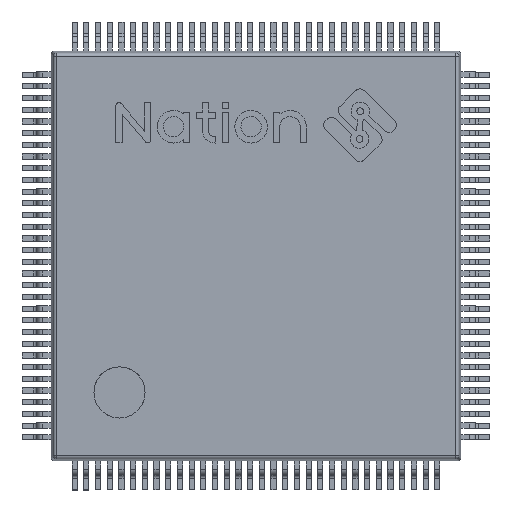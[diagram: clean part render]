
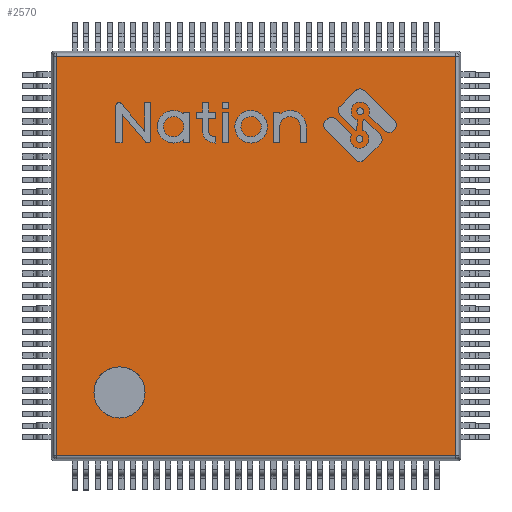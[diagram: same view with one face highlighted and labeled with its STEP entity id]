
A CAD part, top view. The second image highlights one B-rep face of the part: STEP entity #2570.
In plain terms, the highlighted planar face has unit normal (0, 0, 1).
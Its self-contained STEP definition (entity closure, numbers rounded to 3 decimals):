
#459 = CARTESIAN_POINT ( 'NONE',  ( 1.458, 11.667, 1.6 ) ) ;
#634 = ORIENTED_EDGE ( 'NONE', *, *, #4887, .T. ) ;
#806 = EDGE_LOOP ( 'NONE', ( #3745, #634 ) ) ;
#834 = CARTESIAN_POINT ( 'NONE',  ( 0., 0., 1.6 ) ) ;
#886 = EDGE_LOOP ( 'NONE', ( #10871, #6614, #4027, #8436 ) ) ;
#999 = CIRCLE ( 'NONE', #11785, 0.875 ) ;
#1150 = LINE ( 'NONE', #12383, #3952 ) ;
#1255 = VERTEX_POINT ( 'NONE', #11159 ) ;
#1557 = EDGE_CURVE ( 'NONE', #2435, #4294, #12279, .T. ) ;
#1632 = DIRECTION ( 'NONE',  ( 0., 0., -1. ) ) ;
#1674 = DIRECTION ( 'NONE',  ( 0., 0., -1. ) ) ;
#1715 = VERTEX_POINT ( 'NONE', #459 ) ;
#1716 = CARTESIAN_POINT ( 'NONE',  ( 2.333, 11.667, 1.6 ) ) ;
#2000 = VERTEX_POINT ( 'NONE', #2137 ) ;
#2137 = CARTESIAN_POINT ( 'NONE',  ( 13.834, 13.834, 1.6 ) ) ;
#2235 = CARTESIAN_POINT ( 'NONE',  ( 0.166, 0.076, 1.6 ) ) ;
#2371 = AXIS2_PLACEMENT_3D ( 'NONE', #1716, #1632, #8681 ) ;
#2435 = VERTEX_POINT ( 'NONE', #12126 ) ;
#2460 = PLANE ( 'NONE',  #6611 ) ;
#2548 = DIRECTION ( 'NONE',  ( 1., 0., 0. ) ) ;
#2570 = ADVANCED_FACE ( 'NONE', ( #3228, #6770 ), #2460, .T. ) ;
#2748 = CARTESIAN_POINT ( 'NONE',  ( 2.333, 11.667, 1.6 ) ) ;
#3228 = FACE_BOUND ( 'NONE', #806, .T. ) ;
#3652 = VERTEX_POINT ( 'NONE', #10419 ) ;
#3659 = DIRECTION ( 'NONE',  ( 1., 0., 0. ) ) ;
#3745 = ORIENTED_EDGE ( 'NONE', *, *, #4828, .T. ) ;
#3952 = VECTOR ( 'NONE', #2548, 1000. ) ;
#4027 = ORIENTED_EDGE ( 'NONE', *, *, #1557, .F. ) ;
#4183 = CARTESIAN_POINT ( 'NONE',  ( 0.076, 0.166, 1.6 ) ) ;
#4287 = CARTESIAN_POINT ( 'NONE',  ( 0.166, 13.834, 1.6 ) ) ;
#4294 = VERTEX_POINT ( 'NONE', #4287 ) ;
#4397 = VECTOR ( 'NONE', #7758, 1000. ) ;
#4828 = EDGE_CURVE ( 'NONE', #1255, #1715, #999, .T. ) ;
#4887 = EDGE_CURVE ( 'NONE', #1715, #1255, #7834, .T. ) ;
#5180 = DIRECTION ( 'NONE',  ( -1., 0., 0. ) ) ;
#6441 = LINE ( 'NONE', #4183, #12356 ) ;
#6611 = AXIS2_PLACEMENT_3D ( 'NONE', #834, #11690, #3659 ) ;
#6614 = ORIENTED_EDGE ( 'NONE', *, *, #10928, .F. ) ;
#6770 = FACE_OUTER_BOUND ( 'NONE', #886, .T. ) ;
#7758 = DIRECTION ( 'NONE',  ( 0., -1., 0. ) ) ;
#7834 = CIRCLE ( 'NONE', #2371, 0.875 ) ;
#8240 = EDGE_CURVE ( 'NONE', #3652, #2435, #6441, .T. ) ;
#8298 = LINE ( 'NONE', #10734, #4397 ) ;
#8436 = ORIENTED_EDGE ( 'NONE', *, *, #8240, .F. ) ;
#8681 = DIRECTION ( 'NONE',  ( 1., 0., 0. ) ) ;
#9029 = EDGE_CURVE ( 'NONE', #2000, #3652, #8298, .T. ) ;
#10156 = DIRECTION ( 'NONE',  ( 0., 1., 0. ) ) ;
#10419 = CARTESIAN_POINT ( 'NONE',  ( 13.834, 0.166, 1.6 ) ) ;
#10734 = CARTESIAN_POINT ( 'NONE',  ( 13.834, 0.076, 1.6 ) ) ;
#10871 = ORIENTED_EDGE ( 'NONE', *, *, #9029, .F. ) ;
#10893 = VECTOR ( 'NONE', #10156, 1000. ) ;
#10928 = EDGE_CURVE ( 'NONE', #4294, #2000, #1150, .T. ) ;
#11159 = CARTESIAN_POINT ( 'NONE',  ( 3.208, 11.667, 1.6 ) ) ;
#11690 = DIRECTION ( 'NONE',  ( 0., 0., 1. ) ) ;
#11785 = AXIS2_PLACEMENT_3D ( 'NONE', #2748, #1674, #12609 ) ;
#12126 = CARTESIAN_POINT ( 'NONE',  ( 0.166, 0.166, 1.6 ) ) ;
#12279 = LINE ( 'NONE', #2235, #10893 ) ;
#12356 = VECTOR ( 'NONE', #5180, 1000. ) ;
#12383 = CARTESIAN_POINT ( 'NONE',  ( 0.076, 13.834, 1.6 ) ) ;
#12609 = DIRECTION ( 'NONE',  ( 1., 0., 0. ) ) ;
